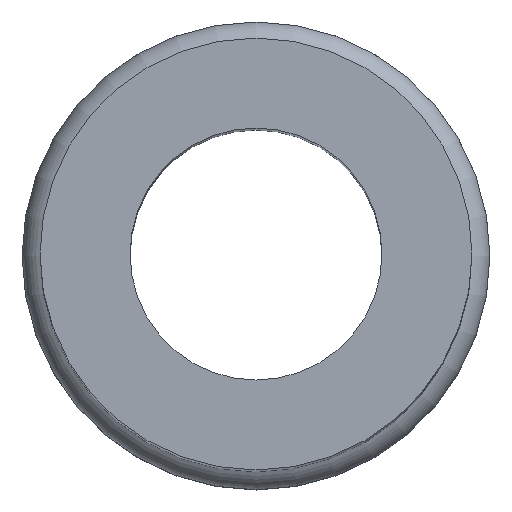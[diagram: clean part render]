
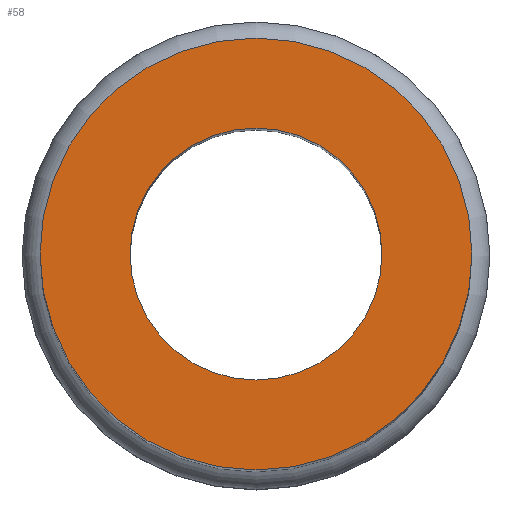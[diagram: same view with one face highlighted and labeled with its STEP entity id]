
A CAD part, top view. The second image highlights one B-rep face of the part: STEP entity #58.
In plain terms, the highlighted planar face has unit normal (0, 0, 1).
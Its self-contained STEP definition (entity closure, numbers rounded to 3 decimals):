
#51=EDGE_CURVE('240[2]',#111,#111,#112,.T.);
#53=EDGE_CURVE('240[2]',#114,#114,#115,.T.);
#58=ADVANCED_FACE('240[2]',(#121,#122),#123,.T.);
#111=VERTEX_POINT('',#180);
#112=CIRCLE('',#181,6.0);
#114=VERTEX_POINT('',#184);
#115=CIRCLE('',#185,3.5);
#121=FACE_OUTER_BOUND('',#193,.T.);
#122=FACE_BOUND('',#194,.T.);
#123=PLANE('',#195);
#180=CARTESIAN_POINT('',(0.,6.0,30.5));
#181=AXIS2_PLACEMENT_3D('',#250,#251,#252);
#184=CARTESIAN_POINT('',(0.,3.5,30.5));
#185=AXIS2_PLACEMENT_3D('',#253,#254,#255);
#193=EDGE_LOOP('',(#260));
#194=EDGE_LOOP('',(#261));
#195=AXIS2_PLACEMENT_3D('',#262,#263,#264);
#250=CARTESIAN_POINT('',(0.,0.,30.5));
#251=DIRECTION('',(0.,0.,-1.0));
#252=DIRECTION('',(0.,1.0,0.));
#253=CARTESIAN_POINT('',(0.,0.,30.5));
#254=DIRECTION('',(0.,0.,-1.0));
#255=DIRECTION('',(0.,1.0,0.));
#260=ORIENTED_EDGE('',*,*,#51,.F.);
#261=ORIENTED_EDGE('',*,*,#53,.T.);
#262=CARTESIAN_POINT('',(0.,4.75,30.5));
#263=DIRECTION('',(0.,0.,1.0));
#264=DIRECTION('',(0.,-1.0,0.));
